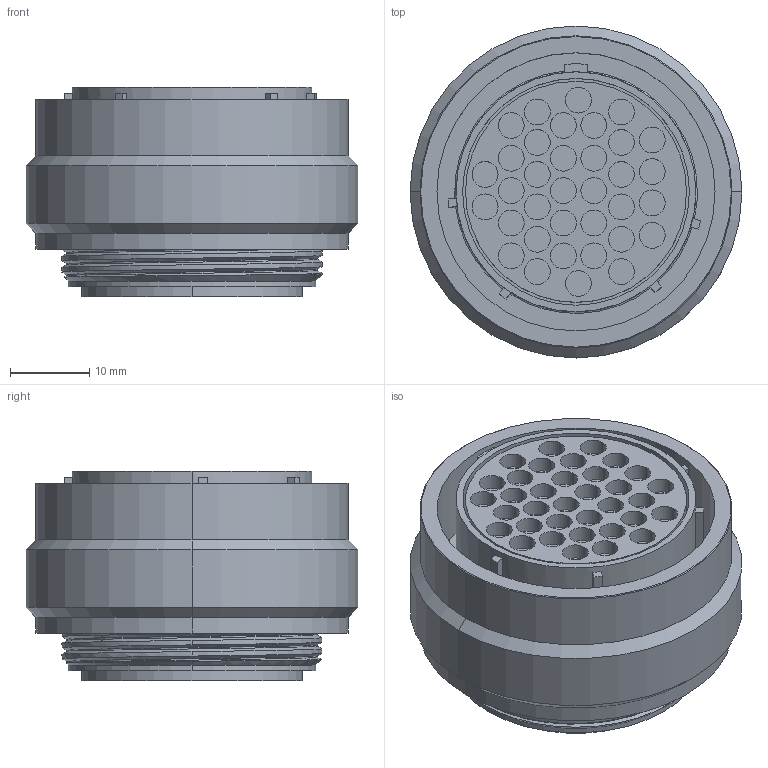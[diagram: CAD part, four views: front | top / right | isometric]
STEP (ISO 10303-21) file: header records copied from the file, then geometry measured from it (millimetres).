
FILE_DESCRIPTION((''),'2;1');
FILE_NAME('UT062235S-CAT_SW_ASM','2010-12-07T',('Gsineau'),(''),'PRO/ENGINEER BY PARAMETRIC TECHNOLOGY CORPORATION, 2010140','PRO/ENGINEER BY PARAMETRIC TECHNOLOGY CORPORATION, 2010140','');
FILE_SCHEMA(('CONFIG_CONTROL_DESIGN'));
Length unit declared in the file: inch
Products named in the file (1): UT062235S-CAT_SW_ASM
Bounding box: 42 x 42 x 26.47 mm (x, y, z)
Volume: 23935.1 mm3; surface area: 14795.7 mm2
Topology: 1 solids, 1 shells, 302 faces, 641 edges, 420 vertices
Faces by surface type: cylinder 179, plane 96, torus 11, cone 10, bspline 6
Entity records: 10305 total; most frequent: CARTESIAN_POINT 3442, DIRECTION 1567, ORIENTED_EDGE 1282, AXIS2_PLACEMENT_3D 671, EDGE_CURVE 641, VERTEX_POINT 420, EDGE_LOOP 381, CIRCLE 374
